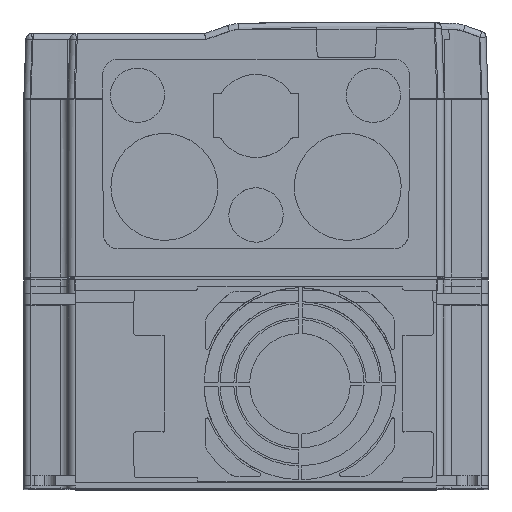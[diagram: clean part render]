
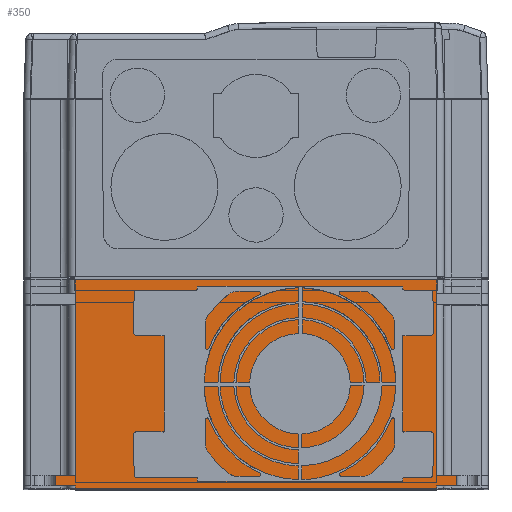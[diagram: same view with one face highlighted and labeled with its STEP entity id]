
A CAD part, top view. The second image highlights one B-rep face of the part: STEP entity #350.
In plain terms, the highlighted planar face has unit normal (0, 0, 1).
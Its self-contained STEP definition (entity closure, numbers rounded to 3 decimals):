
#350 = ADVANCED_FACE ( 'NONE', ( #34507 ), #128743, .T. ) ;
#867 = VERTEX_POINT ( 'NONE', #109333 ) ;
#1272 = CARTESIAN_POINT ( 'NONE',  ( 82.201, -81.21, 160. ) ) ;
#2046 = CARTESIAN_POINT ( 'NONE',  ( 82.201, -85.401, 160. ) ) ;
#2791 = VECTOR ( 'NONE', #96464, 1000. ) ;
#3262 = ORIENTED_EDGE ( 'NONE', *, *, #66820, .F. ) ;
#5515 = VERTEX_POINT ( 'NONE', #19147 ) ;
#5585 = CARTESIAN_POINT ( 'NONE',  ( 0., -85.401, 160. ) ) ;
#5721 = CARTESIAN_POINT ( 'NONE',  ( 0., -86.608, 160. ) ) ;
#6688 = CARTESIAN_POINT ( 'NONE',  ( 73.967, -86.608, 160. ) ) ;
#6927 = CARTESIAN_POINT ( 'NONE',  ( 0., -86.608, 160. ) ) ;
#8710 = CARTESIAN_POINT ( 'NONE',  ( -73.967, -86.608, 160. ) ) ;
#10299 = VECTOR ( 'NONE', #43600, 1000. ) ;
#10902 = VECTOR ( 'NONE', #65633, 1000. ) ;
#12787 = VERTEX_POINT ( 'NONE', #23806 ) ;
#13167 = LINE ( 'NONE', #94583, #119239 ) ;
#13506 = LINE ( 'NONE', #75483, #10299 ) ;
#15723 = VERTEX_POINT ( 'NONE', #55206 ) ;
#16094 = AXIS2_PLACEMENT_3D ( 'NONE', #5721, #38528, #98271 ) ;
#18309 = CARTESIAN_POINT ( 'NONE',  ( 73.967, -86.608, 160. ) ) ;
#19027 = EDGE_CURVE ( 'NONE', #72908, #5515, #67729, .T. ) ;
#19147 = CARTESIAN_POINT ( 'NONE',  ( -73.967, -11.459, 160. ) ) ;
#20368 = EDGE_CURVE ( 'NONE', #867, #15723, #30594, .T. ) ;
#20535 = LINE ( 'NONE', #100484, #97580 ) ;
#21467 = VERTEX_POINT ( 'NONE', #46333 ) ;
#23806 = CARTESIAN_POINT ( 'NONE',  ( 73.967, -11.459, 160. ) ) ;
#25966 = VERTEX_POINT ( 'NONE', #70131 ) ;
#27666 = VECTOR ( 'NONE', #87385, 1000. ) ;
#29671 = ORIENTED_EDGE ( 'NONE', *, *, #87709, .F. ) ;
#29787 = EDGE_LOOP ( 'NONE', ( #43958, #92954, #95949, #48594, #29671, #30245, #87572, #119823, #3262, #30527, #89559, #69721, #60914, #104439, #90106, #105709 ) ) ;
#30012 = VERTEX_POINT ( 'NONE', #18309 ) ;
#30245 = ORIENTED_EDGE ( 'NONE', *, *, #54888, .T. ) ;
#30527 = ORIENTED_EDGE ( 'NONE', *, *, #37490, .F. ) ;
#30594 = LINE ( 'NONE', #86402, #122190 ) ;
#32170 = EDGE_CURVE ( 'NONE', #80329, #122296, #59883, .T. ) ;
#33852 = DIRECTION ( 'NONE',  ( 0., 1., 0. ) ) ;
#34507 = FACE_OUTER_BOUND ( 'NONE', #29787, .T. ) ;
#35776 = DIRECTION ( 'NONE',  ( 0., 1., 0. ) ) ;
#37443 = VECTOR ( 'NONE', #98361, 1000. ) ;
#37490 = EDGE_CURVE ( 'NONE', #21467, #49625, #13506, .T. ) ;
#38470 = CARTESIAN_POINT ( 'NONE',  ( -73.967, -81.21, 160. ) ) ;
#38528 = DIRECTION ( 'NONE',  ( 0., 0., 1. ) ) ;
#39262 = EDGE_CURVE ( 'NONE', #25966, #102147, #108129, .T. ) ;
#40751 = LINE ( 'NONE', #6688, #106586 ) ;
#43600 = DIRECTION ( 'NONE',  ( 1., 0., 0. ) ) ;
#43958 = ORIENTED_EDGE ( 'NONE', *, *, #19027, .F. ) ;
#46333 = CARTESIAN_POINT ( 'NONE',  ( 73.967, -81.21, 160. ) ) ;
#47434 = VERTEX_POINT ( 'NONE', #89957 ) ;
#48594 = ORIENTED_EDGE ( 'NONE', *, *, #32170, .T. ) ;
#49193 = VECTOR ( 'NONE', #71569, 1000. ) ;
#49625 = VERTEX_POINT ( 'NONE', #1272 ) ;
#50109 = DIRECTION ( 'NONE',  ( 0., -1., 0. ) ) ;
#51548 = CARTESIAN_POINT ( 'NONE',  ( 0., -85.401, 160. ) ) ;
#52566 = LINE ( 'NONE', #122260, #68602 ) ;
#53224 = EDGE_CURVE ( 'NONE', #47434, #15723, #115431, .T. ) ;
#54339 = VERTEX_POINT ( 'NONE', #67299 ) ;
#54888 = EDGE_CURVE ( 'NONE', #54339, #30012, #78205, .T. ) ;
#54907 = CARTESIAN_POINT ( 'NONE',  ( -82.201, -85.401, 160. ) ) ;
#55206 = CARTESIAN_POINT ( 'NONE',  ( 73.967, -1.2, 160. ) ) ;
#59883 = LINE ( 'NONE', #5585, #27666 ) ;
#60914 = ORIENTED_EDGE ( 'NONE', *, *, #20368, .T. ) ;
#62958 = LINE ( 'NONE', #106742, #130465 ) ;
#64149 = LINE ( 'NONE', #67466, #115583 ) ;
#65633 = DIRECTION ( 'NONE',  ( 1., 0., 0. ) ) ;
#66820 = EDGE_CURVE ( 'NONE', #49625, #102147, #20535, .T. ) ;
#67299 = CARTESIAN_POINT ( 'NONE',  ( -73.967, -86.608, 160. ) ) ;
#67466 = CARTESIAN_POINT ( 'NONE',  ( -73.967, -11.459, 160. ) ) ;
#67729 = LINE ( 'NONE', #8710, #99854 ) ;
#68602 = VECTOR ( 'NONE', #80547, 1000. ) ;
#69534 = LINE ( 'NONE', #119433, #37443 ) ;
#69721 = ORIENTED_EDGE ( 'NONE', *, *, #74376, .T. ) ;
#70131 = CARTESIAN_POINT ( 'NONE',  ( 73.967, -85.401, 160. ) ) ;
#71569 = DIRECTION ( 'NONE',  ( 1., 0., 0. ) ) ;
#72222 = DIRECTION ( 'NONE',  ( 1., 0., 0. ) ) ;
#72908 = VERTEX_POINT ( 'NONE', #38470 ) ;
#74365 = DIRECTION ( 'NONE',  ( 0., 1., 0. ) ) ;
#74376 = EDGE_CURVE ( 'NONE', #12787, #867, #69534, .T. ) ;
#75041 = EDGE_CURVE ( 'NONE', #100176, #80329, #13167, .T. ) ;
#75483 = CARTESIAN_POINT ( 'NONE',  ( 0., -81.21, 160. ) ) ;
#78205 = LINE ( 'NONE', #6927, #49193 ) ;
#79567 = DIRECTION ( 'NONE',  ( 0., 1., 0. ) ) ;
#79702 = DIRECTION ( 'NONE',  ( 0., 1., 0. ) ) ;
#80329 = VERTEX_POINT ( 'NONE', #54907 ) ;
#80547 = DIRECTION ( 'NONE',  ( 1., 0., 0. ) ) ;
#81394 = CARTESIAN_POINT ( 'NONE',  ( -82.201, -81.21, 160. ) ) ;
#86402 = CARTESIAN_POINT ( 'NONE',  ( 73.967, -86.608, 160. ) ) ;
#87385 = DIRECTION ( 'NONE',  ( 1., 0., 0. ) ) ;
#87572 = ORIENTED_EDGE ( 'NONE', *, *, #131871, .T. ) ;
#87678 = VERTEX_POINT ( 'NONE', #101431 ) ;
#87709 = EDGE_CURVE ( 'NONE', #54339, #122296, #100949, .T. ) ;
#89559 = ORIENTED_EDGE ( 'NONE', *, *, #106151, .T. ) ;
#89957 = CARTESIAN_POINT ( 'NONE',  ( -73.967, -1.2, 160. ) ) ;
#90106 = ORIENTED_EDGE ( 'NONE', *, *, #108027, .F. ) ;
#91924 = CARTESIAN_POINT ( 'NONE',  ( -73.967, -85.401, 160. ) ) ;
#92954 = ORIENTED_EDGE ( 'NONE', *, *, #119645, .F. ) ;
#94192 = CARTESIAN_POINT ( 'NONE',  ( 73.967, -86.608, 160. ) ) ;
#94583 = CARTESIAN_POINT ( 'NONE',  ( -82.201, -81.21, 160. ) ) ;
#95949 = ORIENTED_EDGE ( 'NONE', *, *, #75041, .T. ) ;
#96229 = CARTESIAN_POINT ( 'NONE',  ( 0., -1.2, 160. ) ) ;
#96464 = DIRECTION ( 'NONE',  ( 0., 1., 0. ) ) ;
#96799 = DIRECTION ( 'NONE',  ( 0., -1., 0. ) ) ;
#97580 = VECTOR ( 'NONE', #50109, 1000. ) ;
#97914 = DIRECTION ( 'NONE',  ( 0., 1., 0. ) ) ;
#98271 = DIRECTION ( 'NONE',  ( 1., 0., 0. ) ) ;
#98361 = DIRECTION ( 'NONE',  ( 0., 1., 0. ) ) ;
#98682 = LINE ( 'NONE', #94192, #125941 ) ;
#99192 = EDGE_CURVE ( 'NONE', #5515, #87678, #64149, .T. ) ;
#99854 = VECTOR ( 'NONE', #79702, 1000. ) ;
#100176 = VERTEX_POINT ( 'NONE', #81394 ) ;
#100484 = CARTESIAN_POINT ( 'NONE',  ( 82.201, -81.21, 160. ) ) ;
#100949 = LINE ( 'NONE', #106300, #2791 ) ;
#101431 = CARTESIAN_POINT ( 'NONE',  ( -73.967, -6.704, 160. ) ) ;
#102147 = VERTEX_POINT ( 'NONE', #2046 ) ;
#104439 = ORIENTED_EDGE ( 'NONE', *, *, #53224, .F. ) ;
#105709 = ORIENTED_EDGE ( 'NONE', *, *, #99192, .F. ) ;
#106151 = EDGE_CURVE ( 'NONE', #21467, #12787, #40751, .T. ) ;
#106300 = CARTESIAN_POINT ( 'NONE',  ( -73.967, -86.608, 160. ) ) ;
#106586 = VECTOR ( 'NONE', #97914, 1000. ) ;
#106742 = CARTESIAN_POINT ( 'NONE',  ( -73.967, -86.608, 160. ) ) ;
#108027 = EDGE_CURVE ( 'NONE', #87678, #47434, #62958, .T. ) ;
#108129 = LINE ( 'NONE', #51548, #117787 ) ;
#109333 = CARTESIAN_POINT ( 'NONE',  ( 73.967, -6.704, 160. ) ) ;
#115431 = LINE ( 'NONE', #96229, #10902 ) ;
#115583 = VECTOR ( 'NONE', #79567, 1000. ) ;
#117787 = VECTOR ( 'NONE', #72222, 1000. ) ;
#119239 = VECTOR ( 'NONE', #96799, 1000. ) ;
#119433 = CARTESIAN_POINT ( 'NONE',  ( 73.967, -11.459, 160. ) ) ;
#119645 = EDGE_CURVE ( 'NONE', #100176, #72908, #52566, .T. ) ;
#119823 = ORIENTED_EDGE ( 'NONE', *, *, #39262, .T. ) ;
#122190 = VECTOR ( 'NONE', #33852, 1000. ) ;
#122260 = CARTESIAN_POINT ( 'NONE',  ( 0., -81.21, 160. ) ) ;
#122296 = VERTEX_POINT ( 'NONE', #91924 ) ;
#125941 = VECTOR ( 'NONE', #74365, 1000. ) ;
#128743 = PLANE ( 'NONE',  #16094 ) ;
#130465 = VECTOR ( 'NONE', #35776, 1000. ) ;
#131871 = EDGE_CURVE ( 'NONE', #30012, #25966, #98682, .T. ) ;
